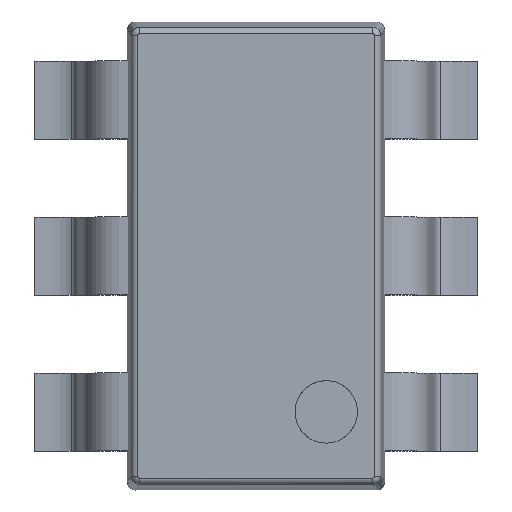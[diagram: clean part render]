
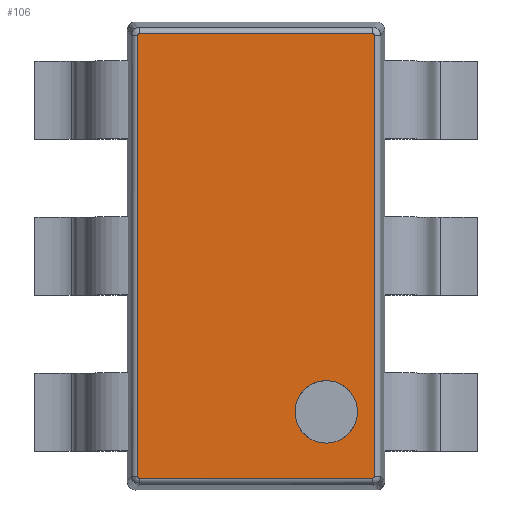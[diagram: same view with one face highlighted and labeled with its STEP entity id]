
A CAD part, top view. The second image highlights one B-rep face of the part: STEP entity #106.
In plain terms, the highlighted planar face has unit normal (0, 0, 1).
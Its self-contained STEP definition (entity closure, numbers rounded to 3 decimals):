
#58 = EDGE_LOOP ( 'NONE', ( #4323, #4553 ) ) ;
#106 = ADVANCED_FACE ( 'NONE', ( #2328, #2837 ), #4126, .T. ) ;
#205 = EDGE_CURVE ( 'NONE', #352, #1968, #466, .T. ) ;
#210 = CARTESIAN_POINT ( 'NONE',  ( -0.759, -1.414, 1.205 ) ) ;
#260 = B_SPLINE_CURVE_WITH_KNOTS ( 'NONE', 3,
 ( #3645, #5315, #3176, #5232 ),
 .UNSPECIFIED., .F., .F.,
 ( 4, 4 ),
 ( 0., 1. ),
 .UNSPECIFIED. ) ;
#352 = VERTEX_POINT ( 'NONE', #3765 ) ;
#464 = CARTESIAN_POINT ( 'NONE',  ( -0.759, -1.421, 1.205 ) ) ;
#466 = B_SPLINE_CURVE_WITH_KNOTS ( 'NONE', 3,
 ( #5079, #2565, #4664, #2165 ),
 .UNSPECIFIED., .F., .F.,
 ( 4, 4 ),
 ( 0., 1. ),
 .UNSPECIFIED. ) ;
#471 = CARTESIAN_POINT ( 'NONE',  ( 0.759, 0.471, 1.205 ) ) ;
#477 = B_SPLINE_CURVE_WITH_KNOTS ( 'NONE', 3,
 ( #4177, #1225, #4206, #3279 ),
 .UNSPECIFIED., .F., .F.,
 ( 4, 4 ),
 ( 0., 1. ),
 .UNSPECIFIED. ) ;
#494 = CARTESIAN_POINT ( 'NONE',  ( -0.759, 1.414, 1.205 ) ) ;
#589 = CARTESIAN_POINT ( 'NONE',  ( 0.27, -0.898, 1.205 ) ) ;
#620 = CARTESIAN_POINT ( 'NONE',  ( 0.45, -0.8, 1.205 ) ) ;
#759 = CARTESIAN_POINT ( 'NONE',  ( 0.505, -0.8, 1.205 ) ) ;
#789 = ORIENTED_EDGE ( 'NONE', *, *, #1881, .T. ) ;
#816 = CARTESIAN_POINT ( 'NONE',  ( -0.797, -1.5, 1.205 ) ) ;
#817 = CARTESIAN_POINT ( 'NONE',  ( 0.65, -0.945, 1.205 ) ) ;
#845 = DIRECTION ( 'NONE',  ( 0., 0., 1. ) ) ;
#846 = CARTESIAN_POINT ( 'NONE',  ( 0.553, -1.18, 1.205 ) ) ;
#867 = CARTESIAN_POINT ( 'NONE',  ( 0.45, -1.2, 1.205 ) ) ;
#873 = CARTESIAN_POINT ( 'NONE',  ( 0.45, -1.2, 1.205 ) ) ;
#922 = CARTESIAN_POINT ( 'NONE',  ( -0.752, 1.424, 1.205 ) ) ;
#1003 = CARTESIAN_POINT ( 'NONE',  ( 0.25, -1.055, 1.205 ) ) ;
#1044 = ORIENTED_EDGE ( 'NONE', *, *, #4530, .F. ) ;
#1138 = CARTESIAN_POINT ( 'NONE',  ( 0.25, 1.424, 1.205 ) ) ;
#1199 = CARTESIAN_POINT ( 'NONE',  ( -0.749, 1.424, 1.205 ) ) ;
#1225 = CARTESIAN_POINT ( 'NONE',  ( 0.759, 1.421, 1.205 ) ) ;
#1256 = CARTESIAN_POINT ( 'NONE',  ( 0.63, -1.103, 1.205 ) ) ;
#1272 = CARTESIAN_POINT ( 'NONE',  ( 0.759, -1.414, 1.205 ) ) ;
#1274 = VERTEX_POINT ( 'NONE', #5323 ) ;
#1285 = CARTESIAN_POINT ( 'NONE',  ( 0.553, -0.82, 1.205 ) ) ;
#1396 = ORIENTED_EDGE ( 'NONE', *, *, #3366, .F. ) ;
#1425 = ORIENTED_EDGE ( 'NONE', *, *, #2141, .T. ) ;
#1556 = CARTESIAN_POINT ( 'NONE',  ( 0.749, 1.424, 1.205 ) ) ;
#1637 = B_SPLINE_CURVE_WITH_KNOTS ( 'NONE', 3,
 ( #2552, #4577, #1720, #922, #3790 ),
 .UNSPECIFIED., .F., .F.,
 ( 4, 1, 4 ),
 ( 0., 0.5, 1. ),
 .UNSPECIFIED. ) ;
#1692 = VERTEX_POINT ( 'NONE', #5161 ) ;
#1698 = CARTESIAN_POINT ( 'NONE',  ( 0.45, -0.8, 1.205 ) ) ;
#1720 = CARTESIAN_POINT ( 'NONE',  ( -0.757, 1.422, 1.205 ) ) ;
#1754 = VERTEX_POINT ( 'NONE', #4912 ) ;
#1881 = EDGE_CURVE ( 'NONE', #3677, #1274, #477, .T. ) ;
#1925 = EDGE_CURVE ( 'NONE', #1692, #3321, #4268, .T. ) ;
#1968 = VERTEX_POINT ( 'NONE', #3431 ) ;
#2141 = EDGE_CURVE ( 'NONE', #1968, #1754, #260, .T. ) ;
#2165 = CARTESIAN_POINT ( 'NONE',  ( 0.749, -1.424, 1.205 ) ) ;
#2176 = CARTESIAN_POINT ( 'NONE',  ( 0.759, 1.414, 1.205 ) ) ;
#2328 = FACE_BOUND ( 'NONE', #58, .T. ) ;
#2552 = CARTESIAN_POINT ( 'NONE',  ( -0.759, 1.414, 1.205 ) ) ;
#2565 = CARTESIAN_POINT ( 'NONE',  ( -0.25, -1.424, 1.205 ) ) ;
#2648 = CARTESIAN_POINT ( 'NONE',  ( 0.27, -1.103, 1.205 ) ) ;
#2694 = CARTESIAN_POINT ( 'NONE',  ( 0.25, -0.945, 1.205 ) ) ;
#2718 = CARTESIAN_POINT ( 'NONE',  ( 0.347, -0.82, 1.205 ) ) ;
#2762 = VERTEX_POINT ( 'NONE', #210 ) ;
#2837 = FACE_OUTER_BOUND ( 'NONE', #3508, .T. ) ;
#2982 = CARTESIAN_POINT ( 'NONE',  ( 0.759, 1.414, 1.205 ) ) ;
#3064 = CARTESIAN_POINT ( 'NONE',  ( -0.759, -1.414, 1.205 ) ) ;
#3084 = B_SPLINE_CURVE_WITH_KNOTS ( 'NONE', 3,
 ( #3460, #5186, #4775, #2648, #1003, #2694, #589, #2718, #4388, #620 ),
 .UNSPECIFIED., .F., .F.,
 ( 4, 2, 2, 2, 4 ),
 ( 0.5, 0.625, 0.75, 0.875, 1. ),
 .UNSPECIFIED. ) ;
#3099 = ORIENTED_EDGE ( 'NONE', *, *, #4670, .T. ) ;
#3176 = CARTESIAN_POINT ( 'NONE',  ( 0.759, -1.421, 1.205 ) ) ;
#3186 = ORIENTED_EDGE ( 'NONE', *, *, #4499, .T. ) ;
#3239 = EDGE_CURVE ( 'NONE', #3321, #1692, #3084, .T. ) ;
#3243 = CARTESIAN_POINT ( 'NONE',  ( -0.25, 1.424, 1.205 ) ) ;
#3279 = CARTESIAN_POINT ( 'NONE',  ( 0.749, 1.424, 1.205 ) ) ;
#3304 = CARTESIAN_POINT ( 'NONE',  ( -0.749, 1.424, 1.205 ) ) ;
#3321 = VERTEX_POINT ( 'NONE', #867 ) ;
#3366 = EDGE_CURVE ( 'NONE', #3734, #4221, #1637, .T. ) ;
#3415 = CARTESIAN_POINT ( 'NONE',  ( -0.756, -1.424, 1.205 ) ) ;
#3431 = CARTESIAN_POINT ( 'NONE',  ( 0.749, -1.424, 1.205 ) ) ;
#3460 = CARTESIAN_POINT ( 'NONE',  ( 0.45, -1.2, 1.205 ) ) ;
#3503 = CARTESIAN_POINT ( 'NONE',  ( -0.759, 1.414, 1.205 ) ) ;
#3508 = EDGE_LOOP ( 'NONE', ( #4244, #1396, #1044, #3099, #4098, #1425, #3186, #789 ) ) ;
#3645 = CARTESIAN_POINT ( 'NONE',  ( 0.749, -1.424, 1.205 ) ) ;
#3677 = VERTEX_POINT ( 'NONE', #2982 ) ;
#3726 = B_SPLINE_CURVE_WITH_KNOTS ( 'NONE', 1,
 ( #3865, #3503 ),
 .UNSPECIFIED., .F., .F.,
 ( 2, 2 ),
 ( 0., 1. ),
 .UNSPECIFIED. ) ;
#3734 = VERTEX_POINT ( 'NONE', #494 ) ;
#3765 = CARTESIAN_POINT ( 'NONE',  ( -0.749, -1.424, 1.205 ) ) ;
#3790 = CARTESIAN_POINT ( 'NONE',  ( -0.749, 1.424, 1.205 ) ) ;
#3835 = AXIS2_PLACEMENT_3D ( 'NONE', #816, #845, #4554 ) ;
#3865 = CARTESIAN_POINT ( 'NONE',  ( -0.759, -1.414, 1.205 ) ) ;
#4098 = ORIENTED_EDGE ( 'NONE', *, *, #205, .T. ) ;
#4126 = PLANE ( 'NONE',  #3835 ) ;
#4177 = CARTESIAN_POINT ( 'NONE',  ( 0.759, 1.414, 1.205 ) ) ;
#4187 = B_SPLINE_CURVE_WITH_KNOTS ( 'NONE', 3,
 ( #1556, #1138, #3243, #3304 ),
 .UNSPECIFIED., .F., .F.,
 ( 4, 4 ),
 ( 0., 1. ),
 .UNSPECIFIED. ) ;
#4206 = CARTESIAN_POINT ( 'NONE',  ( 0.756, 1.424, 1.205 ) ) ;
#4221 = VERTEX_POINT ( 'NONE', #1199 ) ;
#4244 = ORIENTED_EDGE ( 'NONE', *, *, #5194, .T. ) ;
#4268 = B_SPLINE_CURVE_WITH_KNOTS ( 'NONE', 3,
 ( #1698, #759, #1285, #4583, #817, #5015, #1256, #846, #4633, #873 ),
 .UNSPECIFIED., .F., .F.,
 ( 4, 2, 2, 2, 4 ),
 ( 0., 0.125, 0.25, 0.375, 0.5 ),
 .UNSPECIFIED. ) ;
#4298 = CARTESIAN_POINT ( 'NONE',  ( 0.759, -0.471, 1.205 ) ) ;
#4323 = ORIENTED_EDGE ( 'NONE', *, *, #1925, .T. ) ;
#4388 = CARTESIAN_POINT ( 'NONE',  ( 0.395, -0.8, 1.205 ) ) ;
#4499 = EDGE_CURVE ( 'NONE', #1754, #3677, #4515, .T. ) ;
#4515 = B_SPLINE_CURVE_WITH_KNOTS ( 'NONE', 3,
 ( #1272, #4298, #471, #2176 ),
 .UNSPECIFIED., .F., .F.,
 ( 4, 4 ),
 ( 0., 1. ),
 .UNSPECIFIED. ) ;
#4530 = EDGE_CURVE ( 'NONE', #2762, #3734, #3726, .T. ) ;
#4553 = ORIENTED_EDGE ( 'NONE', *, *, #3239, .T. ) ;
#4554 = DIRECTION ( 'NONE',  ( 1., 0., 0. ) ) ;
#4577 = CARTESIAN_POINT ( 'NONE',  ( -0.759, 1.417, 1.205 ) ) ;
#4583 = CARTESIAN_POINT ( 'NONE',  ( 0.63, -0.897, 1.205 ) ) ;
#4633 = CARTESIAN_POINT ( 'NONE',  ( 0.505, -1.2, 1.205 ) ) ;
#4664 = CARTESIAN_POINT ( 'NONE',  ( 0.25, -1.424, 1.205 ) ) ;
#4670 = EDGE_CURVE ( 'NONE', #2762, #352, #5424, .T. ) ;
#4775 = CARTESIAN_POINT ( 'NONE',  ( 0.347, -1.18, 1.205 ) ) ;
#4912 = CARTESIAN_POINT ( 'NONE',  ( 0.759, -1.414, 1.205 ) ) ;
#5015 = CARTESIAN_POINT ( 'NONE',  ( 0.65, -1.055, 1.205 ) ) ;
#5052 = CARTESIAN_POINT ( 'NONE',  ( -0.749, -1.424, 1.205 ) ) ;
#5079 = CARTESIAN_POINT ( 'NONE',  ( -0.749, -1.424, 1.205 ) ) ;
#5161 = CARTESIAN_POINT ( 'NONE',  ( 0.45, -0.8, 1.205 ) ) ;
#5186 = CARTESIAN_POINT ( 'NONE',  ( 0.395, -1.2, 1.205 ) ) ;
#5194 = EDGE_CURVE ( 'NONE', #1274, #4221, #4187, .T. ) ;
#5232 = CARTESIAN_POINT ( 'NONE',  ( 0.759, -1.414, 1.205 ) ) ;
#5315 = CARTESIAN_POINT ( 'NONE',  ( 0.756, -1.424, 1.205 ) ) ;
#5323 = CARTESIAN_POINT ( 'NONE',  ( 0.749, 1.424, 1.205 ) ) ;
#5424 = B_SPLINE_CURVE_WITH_KNOTS ( 'NONE', 3,
 ( #3064, #464, #3415, #5052 ),
 .UNSPECIFIED., .F., .F.,
 ( 4, 4 ),
 ( 0., 1. ),
 .UNSPECIFIED. ) ;
